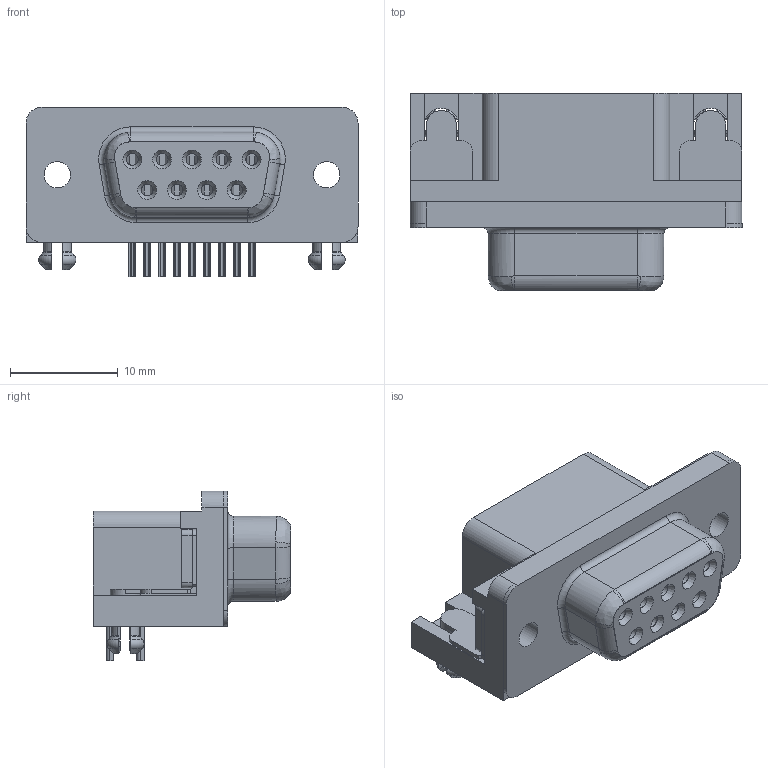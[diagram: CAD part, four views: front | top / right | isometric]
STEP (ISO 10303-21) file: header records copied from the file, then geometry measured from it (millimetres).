
FILE_DESCRIPTION (( 'STEP AP203' ), '1' );
FILE_NAME ('107-09202241101(NFD17-E09SA-FC1D-A).stp', '2022-09-05T06:25:49', ( '' ), ( '' ), 'SwSTEP 2.0', 'SolidWorks 2021', '' );
FILE_SCHEMA (( 'CONFIG_CONTROL_DESIGN' ));
Length unit declared in the file: millimetre
Products named in the file (1): 107-09202241101(NFD17-E09SA-FC1D-A)
Bounding box: 30.81 x 18.35 x 15.75 mm (x, y, z)
Volume: 3703.1 mm3; surface area: 2904.4 mm2
Topology: 1 solids, 1 shells, 676 faces, 1927 edges, 1263 vertices
Faces by surface type: plane 364, cylinder 177, cone 51, bspline 48, torus 36
Full cylindrical faces by diameter (mm): 1.1 x9, 2 x2, 2.45 x2, 2.8 x2
Entity records: 25407 total; most frequent: CARTESIAN_POINT 8785, ORIENTED_EDGE 3758, DIRECTION 2998, EDGE_CURVE 1879, VERTEX_POINT 1241, VECTOR 1126, LINE 1126, AXIS2_PLACEMENT_3D 936
